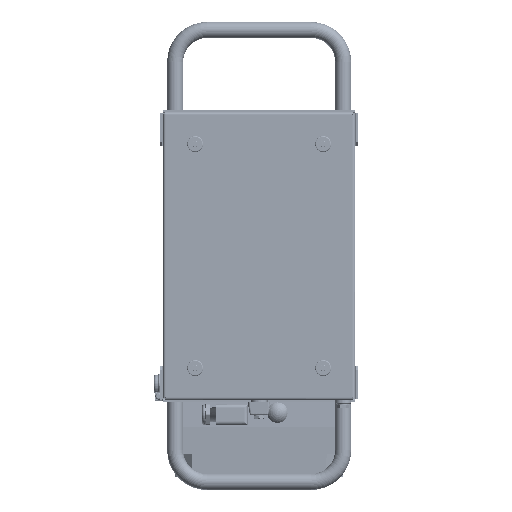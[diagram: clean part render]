
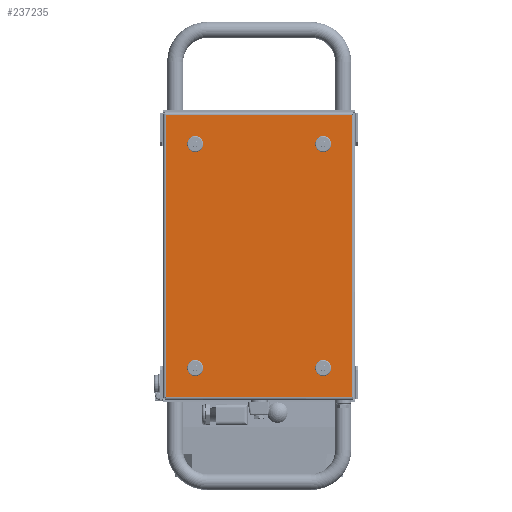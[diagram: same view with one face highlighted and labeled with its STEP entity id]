
A CAD part, front view. The second image highlights one B-rep face of the part: STEP entity #237235.
In plain terms, the highlighted planar face has unit normal (0, -1, 0).
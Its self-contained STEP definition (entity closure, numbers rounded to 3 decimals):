
#10007=DIRECTION('',(1.,0.,0.));
#10008=VECTOR('',#10007,11.666);
#10009=CARTESIAN_POINT('',(0.042,-7.06,-0.042));
#10010=LINE('',#10009,#10008);
#10011=DIRECTION('',(0.,0.,1.));
#10012=VECTOR('',#10011,17.666);
#10013=CARTESIAN_POINT('',(11.708,-7.06,-17.708));
#10014=LINE('',#10013,#10012);
#10015=DIRECTION('',(-1.,0.,0.));
#10016=VECTOR('',#10015,11.666);
#10017=CARTESIAN_POINT('',(11.708,-7.06,-17.708));
#10018=LINE('',#10017,#10016);
#10019=DIRECTION('',(0.,0.,1.));
#10020=VECTOR('',#10019,17.666);
#10021=CARTESIAN_POINT('',(0.042,-7.06,-17.708));
#10022=LINE('',#10021,#10020);
#10023=CARTESIAN_POINT('',(9.875,-7.06,-15.875));
#10024=DIRECTION('',(0.,-1.,0.));
#10025=DIRECTION('',(0.,0.,1.));
#10026=AXIS2_PLACEMENT_3D('',#10023,#10024,#10025);
#10028=CARTESIAN_POINT('',(9.875,-7.06,-15.875));
#10029=DIRECTION('',(0.,-1.,0.));
#10030=DIRECTION('',(0.,0.,-1.));
#10031=AXIS2_PLACEMENT_3D('',#10028,#10029,#10030);
#10033=CARTESIAN_POINT('',(1.875,-7.06,-15.875));
#10034=DIRECTION('',(0.,-1.,0.));
#10035=DIRECTION('',(0.,0.,1.));
#10036=AXIS2_PLACEMENT_3D('',#10033,#10034,#10035);
#10038=CARTESIAN_POINT('',(1.875,-7.06,-15.875));
#10039=DIRECTION('',(0.,-1.,0.));
#10040=DIRECTION('',(0.,0.,-1.));
#10041=AXIS2_PLACEMENT_3D('',#10038,#10039,#10040);
#10043=CARTESIAN_POINT('',(9.875,-7.06,-1.875));
#10044=DIRECTION('',(0.,-1.,0.));
#10045=DIRECTION('',(0.,0.,1.));
#10046=AXIS2_PLACEMENT_3D('',#10043,#10044,#10045);
#10048=CARTESIAN_POINT('',(9.875,-7.06,-1.875));
#10049=DIRECTION('',(0.,-1.,0.));
#10050=DIRECTION('',(0.,0.,-1.));
#10051=AXIS2_PLACEMENT_3D('',#10048,#10049,#10050);
#10053=CARTESIAN_POINT('',(1.875,-7.06,-1.875));
#10054=DIRECTION('',(0.,-1.,0.));
#10055=DIRECTION('',(0.,0.,1.));
#10056=AXIS2_PLACEMENT_3D('',#10053,#10054,#10055);
#10058=CARTESIAN_POINT('',(1.875,-7.06,-1.875));
#10059=DIRECTION('',(0.,-1.,0.));
#10060=DIRECTION('',(0.,0.,-1.));
#10061=AXIS2_PLACEMENT_3D('',#10058,#10059,#10060);
#205351=CARTESIAN_POINT('',(0.042,-7.06,-0.042));
#205352=CARTESIAN_POINT('',(11.708,-7.06,-0.042));
#205353=VERTEX_POINT('',#205351);
#205354=VERTEX_POINT('',#205352);
#205355=CARTESIAN_POINT('',(11.708,-7.06,-17.708));
#205356=VERTEX_POINT('',#205355);
#205357=CARTESIAN_POINT('',(0.042,-7.06,-17.708));
#205358=VERTEX_POINT('',#205357);
#205619=CARTESIAN_POINT('',(9.875,-7.06,-15.375));
#205620=CARTESIAN_POINT('',(9.875,-7.06,-16.375));
#205621=VERTEX_POINT('',#205619);
#205622=VERTEX_POINT('',#205620);
#205647=CARTESIAN_POINT('',(1.875,-7.06,-15.375));
#205648=CARTESIAN_POINT('',(1.875,-7.06,-16.375));
#205649=VERTEX_POINT('',#205647);
#205650=VERTEX_POINT('',#205648);
#205675=CARTESIAN_POINT('',(9.875,-7.06,-1.375));
#205676=CARTESIAN_POINT('',(9.875,-7.06,-2.375));
#205677=VERTEX_POINT('',#205675);
#205678=VERTEX_POINT('',#205676);
#205703=CARTESIAN_POINT('',(1.875,-7.06,-1.375));
#205704=CARTESIAN_POINT('',(1.875,-7.06,-2.375));
#205705=VERTEX_POINT('',#205703);
#205706=VERTEX_POINT('',#205704);
#237199=CARTESIAN_POINT('',(11.875,-7.06,-17.875));
#237200=DIRECTION('',(0.,-1.,0.));
#237201=DIRECTION('',(-1.,0.,0.));
#237202=AXIS2_PLACEMENT_3D('',#237199,#237200,#237201);
#237203=PLANE('',#237202);
#237204=ORIENTED_EDGE('',*,*,#235815,.T.);
#237205=ORIENTED_EDGE('',*,*,#236031,.F.);
#237207=ORIENTED_EDGE('',*,*,#237206,.T.);
#237208=ORIENTED_EDGE('',*,*,#236322,.T.);
#237209=EDGE_LOOP('',(#237204,#237205,#237207,#237208));
#237210=FACE_OUTER_BOUND('',#237209,.F.);
#237212=ORIENTED_EDGE('',*,*,#237211,.T.);
#237214=ORIENTED_EDGE('',*,*,#237213,.T.);
#237215=EDGE_LOOP('',(#237212,#237214));
#237216=FACE_BOUND('',#237215,.F.);
#237218=ORIENTED_EDGE('',*,*,#237217,.T.);
#237220=ORIENTED_EDGE('',*,*,#237219,.T.);
#237221=EDGE_LOOP('',(#237218,#237220));
#237222=FACE_BOUND('',#237221,.F.);
#237224=ORIENTED_EDGE('',*,*,#237223,.T.);
#237226=ORIENTED_EDGE('',*,*,#237225,.T.);
#237227=EDGE_LOOP('',(#237224,#237226));
#237228=FACE_BOUND('',#237227,.F.);
#237230=ORIENTED_EDGE('',*,*,#237229,.T.);
#237232=ORIENTED_EDGE('',*,*,#237231,.T.);
#237233=EDGE_LOOP('',(#237230,#237232));
#237234=FACE_BOUND('',#237233,.F.);
#10027=CIRCLE('',#10026,0.5);
#10032=CIRCLE('',#10031,0.5);
#10037=CIRCLE('',#10036,0.5);
#10042=CIRCLE('',#10041,0.5);
#10047=CIRCLE('',#10046,0.5);
#10052=CIRCLE('',#10051,0.5);
#10057=CIRCLE('',#10056,0.5);
#10062=CIRCLE('',#10061,0.5);
#235815=EDGE_CURVE('',#205353,#205354,#10010,.T.);
#236031=EDGE_CURVE('',#205356,#205354,#10014,.T.);
#236322=EDGE_CURVE('',#205358,#205353,#10022,.T.);
#237206=EDGE_CURVE('',#205356,#205358,#10018,.T.);
#237211=EDGE_CURVE('',#205621,#205622,#10027,.T.);
#237213=EDGE_CURVE('',#205622,#205621,#10032,.T.);
#237217=EDGE_CURVE('',#205649,#205650,#10037,.T.);
#237219=EDGE_CURVE('',#205650,#205649,#10042,.T.);
#237223=EDGE_CURVE('',#205677,#205678,#10047,.T.);
#237225=EDGE_CURVE('',#205678,#205677,#10052,.T.);
#237229=EDGE_CURVE('',#205705,#205706,#10057,.T.);
#237231=EDGE_CURVE('',#205706,#205705,#10062,.T.);
#237235=ADVANCED_FACE('',(#237210,#237216,#237222,#237228,#237234),#237203,.T.);
